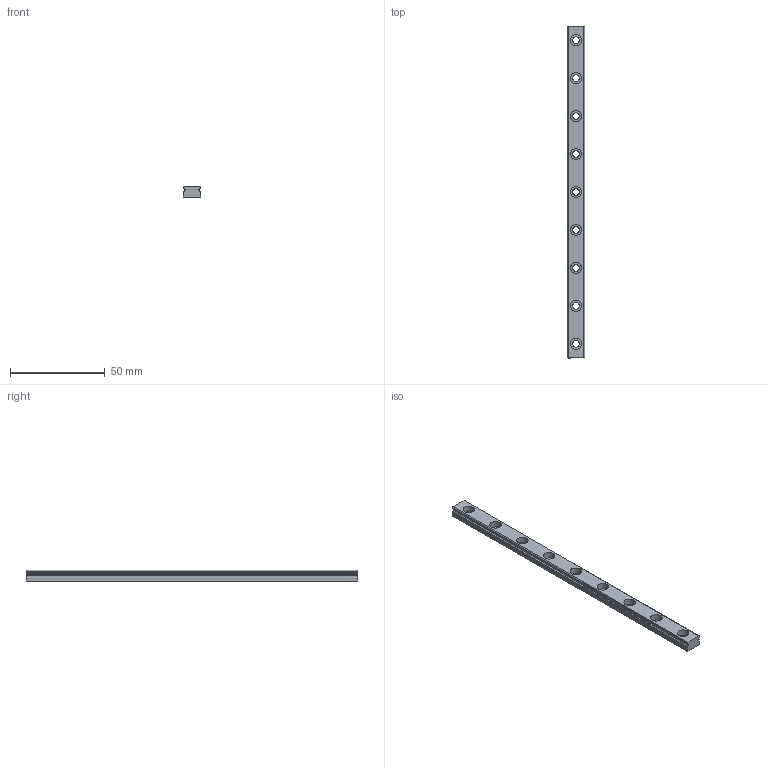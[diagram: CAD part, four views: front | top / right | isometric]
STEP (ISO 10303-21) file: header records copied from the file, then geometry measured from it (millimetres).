
FILE_DESCRIPTION (( 'STEP AP203' ), '1' );
FILE_NAME ('M9-175L.step', '2021-02-18T17:50:18', ( '' ), ( '' ), 'SwSTEP 2.0', 'SolidWorks 2019', '' );
FILE_SCHEMA (( 'CONFIG_CONTROL_DESIGN' ));
Length unit declared in the file: millimetre
Products named in the file (1): M9-175L
Bounding box: 9 x 175 x 6 mm (x, y, z)
Volume: 7924.1 mm3; surface area: 6386.3 mm2
Topology: 1 solids, 1 shells, 70 faces, 177 edges, 118 vertices
Faces by surface type: cylinder 48, plane 22
Entity records: 2270 total; most frequent: DIRECTION 415, CARTESIAN_POINT 366, ORIENTED_EDGE 354, EDGE_CURVE 177, AXIS2_PLACEMENT_3D 167, VERTEX_POINT 118, EDGE_LOOP 97, CIRCLE 96
